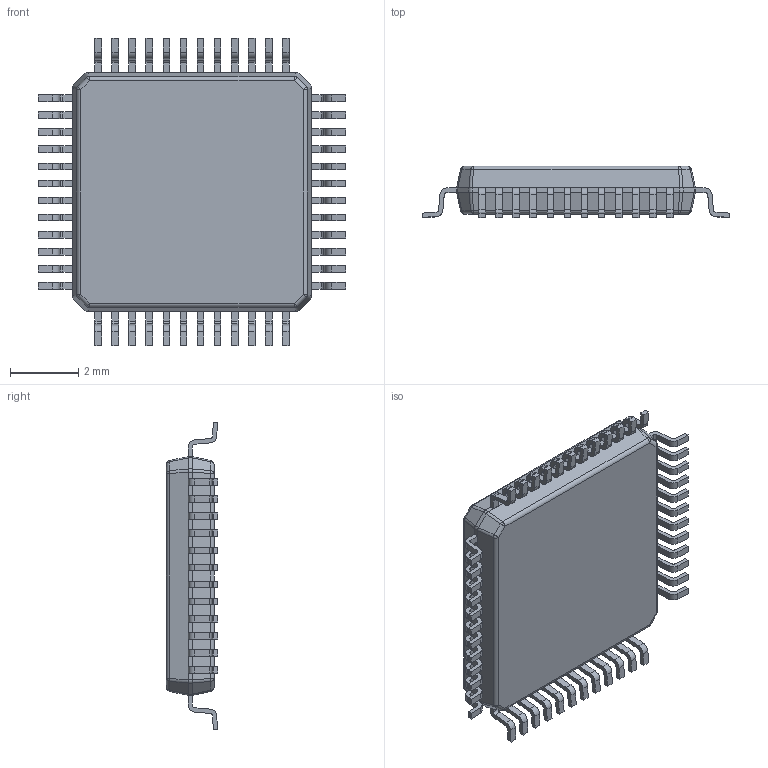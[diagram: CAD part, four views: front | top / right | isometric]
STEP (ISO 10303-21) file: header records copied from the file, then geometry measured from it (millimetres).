
FILE_DESCRIPTION((''),'2;1');
FILE_NAME('VBH48A_ASM','2012-07-18T',('a0412086'),(''),'PRO/ENGINEER BY PARAMETRIC TECHNOLOGY CORPORATION, 2011490','PRO/ENGINEER BY PARAMETRIC TECHNOLOGY CORPORATION, 2011490','');
FILE_SCHEMA(('AUTOMOTIVE_DESIGN_CC2 { 1 2 10303 214 -1 1 5 2 }'));
Length unit declared in the file: millimetre
Products named in the file (3): BODY_VBH48A; LEAD_VBH48A; VBH48A_ASM
Assembly tree (49 placements, depth 2):
  VBH48A_ASM
    BODY_VBH48A
    LEAD_VBH48A  x48
Bounding box: 9.02 x 1.5 x 9.02 mm (x, y, z)
Volume: 67.6 mm3; surface area: 177.5 mm2
Topology: 49 solids, 49 shells, 773 faces, 1942 edges, 1268 vertices
Faces by surface type: plane 523, cylinder 234, sphere 16
Entity records: 4373 total; most frequent: CARTESIAN_POINT 685, DIRECTION 644, ORIENTED_EDGE 500, PRESENTATION_STYLE_ASSIGNMENT 252, STYLED_ITEM 252, CURVE_STYLE 250, EDGE_CURVE 250, AXIS2_PLACEMENT_3D 243
